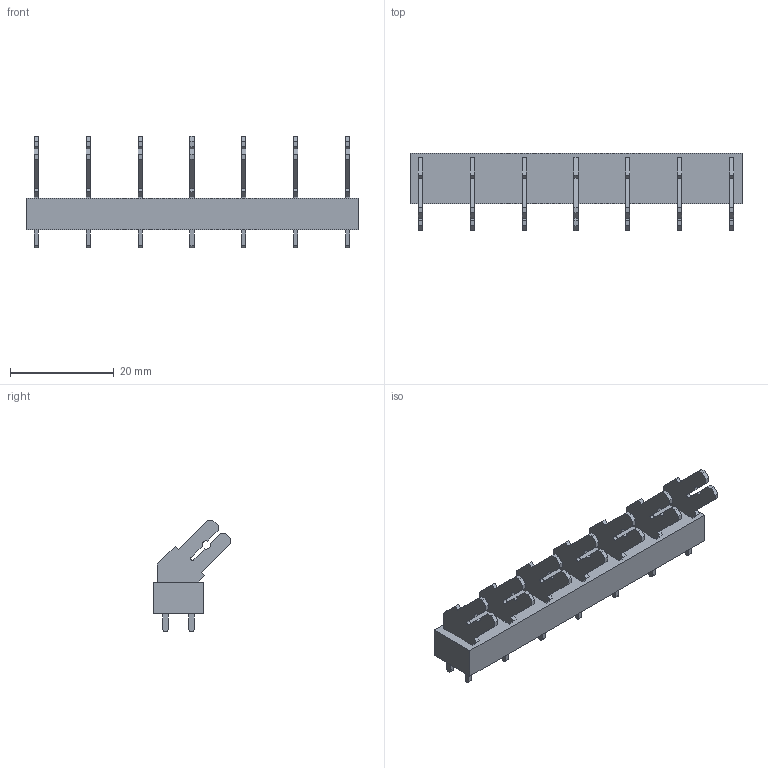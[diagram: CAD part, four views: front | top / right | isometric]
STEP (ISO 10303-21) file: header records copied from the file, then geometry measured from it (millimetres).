
FILE_DESCRIPTION(('CATIA V5 STEP Exchange','CAx-IF Rec.Pracs.--- Model Styling and Organization---1.2---2011-12-15'),'2;1');
FILE_NAME ('D1464992_0_9512140000_9512140000.stp','2018-08-31T15:27:11+00:00',('none'),('Weidmueller'),'CATIA Version 5-6 Release 2014','CATIA V5 STEP AP214','none');
FILE_SCHEMA(('AUTOMOTIVE_DESIGN { 1 0 10303 214 1 1 1 1 }'));
Length unit declared in the file: millimetre
Products named in the file (1): 9512140000
Bounding box: 64 x 15.01 x 21.5 mm (x, y, z)
Volume: 4286 mm3; surface area: 4467 mm2
Topology: 8 solids, 8 shells, 286 faces, 838 edges, 568 vertices
Faces by surface type: plane 251, cylinder 35
Entity records: 8309 total; most frequent: ORIENTED_EDGE 1676, CARTESIAN_POINT 1474, DIRECTION 972, EDGE_CURVE 838, VECTOR 768, LINE 768, VERTEX_POINT 568, EDGE_LOOP 314
